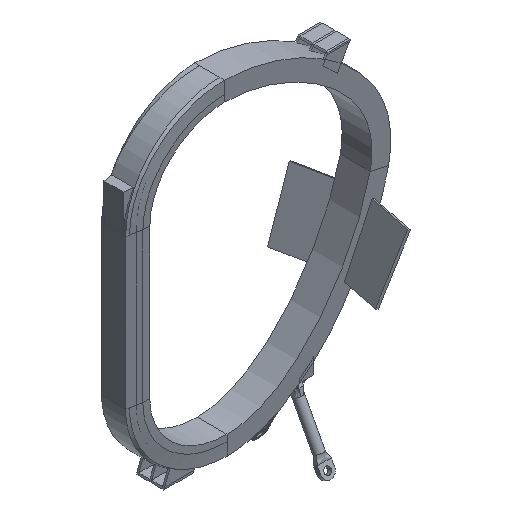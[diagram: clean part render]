
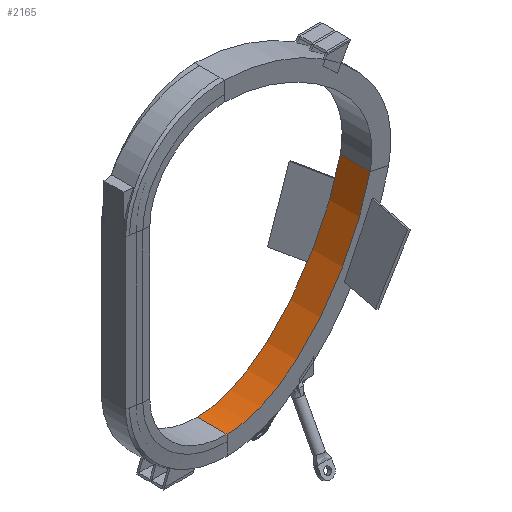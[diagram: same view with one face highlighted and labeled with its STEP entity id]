
A CAD part, isometric view. The second image highlights one B-rep face of the part: STEP entity #2165.
In plain terms, the highlighted free-form (B-spline) face has degree [1, 3] with [2, 4] control points.
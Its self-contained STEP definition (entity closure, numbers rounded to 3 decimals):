
#1559 = PLANE('',#1560);
#1560 = AXIS2_PLACEMENT_3D('',#1561,#1562,#1563);
#1561 = CARTESIAN_POINT('',(13.637,-0.812,
    -5.466));
#1562 = DIRECTION('',(0.,1.,0.));
#1563 = DIRECTION('',(0.752,0.,-0.659)
  );
#1705 = EDGE_CURVE('',#1706,#1708,#1710,.T.);
#1706 = VERTEX_POINT('',#1707);
#1707 = CARTESIAN_POINT('',(16.444,-0.812,
    0.024));
#1708 = VERTEX_POINT('',#1709);
#1709 = CARTESIAN_POINT('',(8.662,-0.812,
    -8.469));
#1710 = SURFACE_CURVE('',#1711,(#1716,#1724),.PCURVE_S1.);
#1711 = B_SPLINE_CURVE_WITH_KNOTS('',3,(#1712,#1713,#1714,#1715),
  .UNSPECIFIED.,.F.,.F.,(4,4),(0.,1.),.PIECEWISE_BEZIER_KNOTS.);
#1712 = CARTESIAN_POINT('',(16.444,-0.812,
    0.024));
#1713 = CARTESIAN_POINT('',(15.632,-0.812,
    -3.631));
#1714 = CARTESIAN_POINT('',(12.408,-0.812,
    -8.469));
#1715 = CARTESIAN_POINT('',(8.662,-0.812,
    -8.469));
#1716 = PCURVE('',#1559,#1717);
#1717 = DEFINITIONAL_REPRESENTATION('',(#1718),#1723);
#1718 = B_SPLINE_CURVE_WITH_KNOTS('',3,(#1719,#1720,#1721,#1722),
  .UNSPECIFIED.,.F.,.F.,(4,4),(0.,1.),.PIECEWISE_BEZIER_KNOTS.);
#1719 = CARTESIAN_POINT('',(-1.504,-5.979));
#1720 = CARTESIAN_POINT('',(0.293,-2.695));
#1721 = CARTESIAN_POINT('',(1.054,3.069));
#1722 = CARTESIAN_POINT('',(-1.764,5.537));
#1723 = ( GEOMETRIC_REPRESENTATION_CONTEXT(2) 
PARAMETRIC_REPRESENTATION_CONTEXT() REPRESENTATION_CONTEXT('2D SPACE',''
  ) );
#1724 = PCURVE('',#1725,#1734);
#1725 = B_SPLINE_SURFACE_WITH_KNOTS('',1,3,(
    (#1726,#1727,#1728,#1729)
    ,(#1730,#1731,#1732,#1733
    )),.UNSPECIFIED.,.F.,.F.,.F.,(2,2),(4,4),(1.,2.),(0.,1.),
  .PIECEWISE_BEZIER_KNOTS.);
#1726 = CARTESIAN_POINT('',(16.444,0.812,
    0.024));
#1727 = CARTESIAN_POINT('',(15.632,0.812,
    -3.631));
#1728 = CARTESIAN_POINT('',(12.408,0.812,
    -8.469));
#1729 = CARTESIAN_POINT('',(8.662,0.812,
    -8.469));
#1730 = CARTESIAN_POINT('',(16.444,-0.812,
    0.024));
#1731 = CARTESIAN_POINT('',(15.632,-0.812,
    -3.631));
#1732 = CARTESIAN_POINT('',(12.408,-0.812,
    -8.469));
#1733 = CARTESIAN_POINT('',(8.662,-0.812,
    -8.469));
#1734 = DEFINITIONAL_REPRESENTATION('',(#1735),#1739);
#1735 = LINE('',#1736,#1737);
#1736 = CARTESIAN_POINT('',(2.,0.));
#1737 = VECTOR('',#1738,1.);
#1738 = DIRECTION('',(0.,1.));
#1739 = ( GEOMETRIC_REPRESENTATION_CONTEXT(2) 
PARAMETRIC_REPRESENTATION_CONTEXT() REPRESENTATION_CONTEXT('2D SPACE',''
  ) );
#2165 = ADVANCED_FACE('',(#2166),#1725,.F.);
#2166 = FACE_BOUND('',#2167,.F.);
#2167 = EDGE_LOOP('',(#2168,#2213,#2241,#2242));
#2168 = ORIENTED_EDGE('',*,*,#2169,.F.);
#2169 = EDGE_CURVE('',#2170,#2172,#2174,.T.);
#2170 = VERTEX_POINT('',#2171);
#2171 = CARTESIAN_POINT('',(16.444,0.812,
    0.024));
#2172 = VERTEX_POINT('',#2173);
#2173 = CARTESIAN_POINT('',(8.662,0.812,
    -8.469));
#2174 = SURFACE_CURVE('',#2175,(#2187,#2193),.PCURVE_S1.);
#2175 = B_SPLINE_CURVE_WITH_KNOTS('',10,(#2176,#2177,#2178,#2179,#2180,
    #2181,#2182,#2183,#2184,#2185,#2186),.UNSPECIFIED.,.F.,.F.,(11,11),(
    0.,1.),.PIECEWISE_BEZIER_KNOTS.);
#2176 = CARTESIAN_POINT('',(16.444,0.812,
    0.024));
#2177 = CARTESIAN_POINT('',(16.2,0.812,
    -1.073));
#2178 = CARTESIAN_POINT('',(15.796,0.812,
    -2.248));
#2179 = CARTESIAN_POINT('',(15.247,0.812,
    -3.452));
#2180 = CARTESIAN_POINT('',(14.568,0.812,
    -4.635));
#2181 = CARTESIAN_POINT('',(13.776,0.812,
    -5.745));
#2182 = CARTESIAN_POINT('',(12.885,0.812,
    -6.734));
#2183 = CARTESIAN_POINT('',(11.913,0.812,
    -7.551));
#2184 = CARTESIAN_POINT('',(10.875,0.812,
    -8.146));
#2185 = CARTESIAN_POINT('',(9.786,0.812,
    -8.469));
#2186 = CARTESIAN_POINT('',(8.662,0.812,
    -8.469));
#2187 = PCURVE('',#1725,#2188);
#2188 = DEFINITIONAL_REPRESENTATION('',(#2189),#2192);
#2189 = B_SPLINE_CURVE_WITH_KNOTS('',1,(#2190,#2191),.UNSPECIFIED.,.F.,
  .F.,(2,2),(0.,1.),.PIECEWISE_BEZIER_KNOTS.);
#2190 = CARTESIAN_POINT('',(1.,0.));
#2191 = CARTESIAN_POINT('',(1.,1.));
#2192 = ( GEOMETRIC_REPRESENTATION_CONTEXT(2) 
PARAMETRIC_REPRESENTATION_CONTEXT() REPRESENTATION_CONTEXT('2D SPACE',''
  ) );
#2193 = PCURVE('',#2194,#2199);
#2194 = PLANE('',#2195);
#2195 = AXIS2_PLACEMENT_3D('',#2196,#2197,#2198);
#2196 = CARTESIAN_POINT('',(13.637,0.812,
    -5.466));
#2197 = DIRECTION('',(0.,-1.,0.));
#2198 = DIRECTION('',(-0.752,0.,0.659)
  );
#2199 = DEFINITIONAL_REPRESENTATION('',(#2200),#2212);
#2200 = B_SPLINE_CURVE_WITH_KNOTS('',10,(#2201,#2202,#2203,#2204,#2205,
    #2206,#2207,#2208,#2209,#2210,#2211),.UNSPECIFIED.,.F.,.F.,(11,11),(
    0.,1.),.PIECEWISE_BEZIER_KNOTS.);
#2201 = CARTESIAN_POINT('',(1.504,-5.979));
#2202 = CARTESIAN_POINT('',(0.965,-4.994));
#2203 = CARTESIAN_POINT('',(0.495,-3.843));
#2204 = CARTESIAN_POINT('',(0.115,-2.575));
#2205 = CARTESIAN_POINT('',(-0.153,-1.239));
#2206 = CARTESIAN_POINT('',(-0.289,0.119));
#2207 = CARTESIAN_POINT('',(-0.271,1.449));
#2208 = CARTESIAN_POINT('',(-0.078,2.705));
#2209 = CARTESIAN_POINT('',(0.312,3.836));
#2210 = CARTESIAN_POINT('',(0.919,4.796));
#2211 = CARTESIAN_POINT('',(1.764,5.537));
#2212 = ( GEOMETRIC_REPRESENTATION_CONTEXT(2) 
PARAMETRIC_REPRESENTATION_CONTEXT() REPRESENTATION_CONTEXT('2D SPACE',''
  ) );
#2213 = ORIENTED_EDGE('',*,*,#2214,.T.);
#2214 = EDGE_CURVE('',#2170,#1706,#2215,.T.);
#2215 = SURFACE_CURVE('',#2216,(#2219,#2225),.PCURVE_S1.);
#2216 = B_SPLINE_CURVE_WITH_KNOTS('',1,(#2217,#2218),.UNSPECIFIED.,.F.,
  .F.,(2,2),(1.,2.),.PIECEWISE_BEZIER_KNOTS.);
#2217 = CARTESIAN_POINT('',(16.444,0.812,
    0.024));
#2218 = CARTESIAN_POINT('',(16.444,-0.812,
    0.024));
#2219 = PCURVE('',#1725,#2220);
#2220 = DEFINITIONAL_REPRESENTATION('',(#2221),#2224);
#2221 = B_SPLINE_CURVE_WITH_KNOTS('',1,(#2222,#2223),.UNSPECIFIED.,.F.,
  .F.,(2,2),(1.,2.),.PIECEWISE_BEZIER_KNOTS.);
#2222 = CARTESIAN_POINT('',(1.,0.));
#2223 = CARTESIAN_POINT('',(2.,0.));
#2224 = ( GEOMETRIC_REPRESENTATION_CONTEXT(2) 
PARAMETRIC_REPRESENTATION_CONTEXT() REPRESENTATION_CONTEXT('2D SPACE',''
  ) );
#2225 = PCURVE('',#2226,#2235);
#2226 = B_SPLINE_SURFACE_WITH_KNOTS('',1,3,(
    (#2227,#2228,#2229,#2230)
    ,(#2231,#2232,#2233,#2234
    )),.UNSPECIFIED.,.F.,.F.,.F.,(2,2),(4,4),(1.,2.),(0.,1.),
  .PIECEWISE_BEZIER_KNOTS.);
#2227 = CARTESIAN_POINT('',(8.538,0.812,7.247
    ));
#2228 = CARTESIAN_POINT('',(12.021,0.812,
    7.247));
#2229 = CARTESIAN_POINT('',(17.354,0.812,
    4.123));
#2230 = CARTESIAN_POINT('',(16.444,0.812,
    0.024));
#2231 = CARTESIAN_POINT('',(8.538,-0.812,
    7.247));
#2232 = CARTESIAN_POINT('',(12.021,-0.812,
    7.247));
#2233 = CARTESIAN_POINT('',(17.354,-0.812,
    4.123));
#2234 = CARTESIAN_POINT('',(16.444,-0.812,
    0.024));
#2235 = DEFINITIONAL_REPRESENTATION('',(#2236),#2240);
#2236 = LINE('',#2237,#2238);
#2237 = CARTESIAN_POINT('',(0.,1.));
#2238 = VECTOR('',#2239,1.);
#2239 = DIRECTION('',(1.,0.));
#2240 = ( GEOMETRIC_REPRESENTATION_CONTEXT(2) 
PARAMETRIC_REPRESENTATION_CONTEXT() REPRESENTATION_CONTEXT('2D SPACE',''
  ) );
#2241 = ORIENTED_EDGE('',*,*,#1705,.T.);
#2242 = ORIENTED_EDGE('',*,*,#2243,.T.);
#2243 = EDGE_CURVE('',#1708,#2172,#2244,.T.);
#2244 = SURFACE_CURVE('',#2245,(#2248,#2254),.PCURVE_S1.);
#2245 = B_SPLINE_CURVE_WITH_KNOTS('',1,(#2246,#2247),.UNSPECIFIED.,.F.,
  .F.,(2,2),(2.,3.),.PIECEWISE_BEZIER_KNOTS.);
#2246 = CARTESIAN_POINT('',(8.662,-0.812,
    -8.469));
#2247 = CARTESIAN_POINT('',(8.662,0.812,
    -8.469));
#2248 = PCURVE('',#1725,#2249);
#2249 = DEFINITIONAL_REPRESENTATION('',(#2250),#2253);
#2250 = B_SPLINE_CURVE_WITH_KNOTS('',1,(#2251,#2252),.UNSPECIFIED.,.F.,
  .F.,(2,2),(2.,3.),.PIECEWISE_BEZIER_KNOTS.);
#2251 = CARTESIAN_POINT('',(2.,1.));
#2252 = CARTESIAN_POINT('',(1.,1.));
#2253 = ( GEOMETRIC_REPRESENTATION_CONTEXT(2) 
PARAMETRIC_REPRESENTATION_CONTEXT() REPRESENTATION_CONTEXT('2D SPACE',''
  ) );
#2254 = PCURVE('',#2255,#2264);
#2255 = B_SPLINE_SURFACE_WITH_KNOTS('',1,3,(
    (#2256,#2257,#2258,#2259)
    ,(#2260,#2261,#2262,#2263
    )),.UNSPECIFIED.,.F.,.F.,.F.,(2,2),(4,4),(2.,3.),(0.,1.),
  .PIECEWISE_BEZIER_KNOTS.);
#2256 = CARTESIAN_POINT('',(8.662,-0.812,
    -8.469));
#2257 = CARTESIAN_POINT('',(6.228,-0.812,
    -8.469));
#2258 = CARTESIAN_POINT('',(4.464,-0.812,
    -6.647));
#2259 = CARTESIAN_POINT('',(4.464,-0.812,
    -4.696));
#2260 = CARTESIAN_POINT('',(8.662,0.812,
    -8.469));
#2261 = CARTESIAN_POINT('',(6.228,0.812,
    -8.469));
#2262 = CARTESIAN_POINT('',(4.464,0.812,
    -6.647));
#2263 = CARTESIAN_POINT('',(4.464,0.812,
    -4.696));
#2264 = DEFINITIONAL_REPRESENTATION('',(#2265),#2269);
#2265 = LINE('',#2266,#2267);
#2266 = CARTESIAN_POINT('',(0.,0.));
#2267 = VECTOR('',#2268,1.);
#2268 = DIRECTION('',(1.,0.));
#2269 = ( GEOMETRIC_REPRESENTATION_CONTEXT(2) 
PARAMETRIC_REPRESENTATION_CONTEXT() REPRESENTATION_CONTEXT('2D SPACE',''
  ) );
